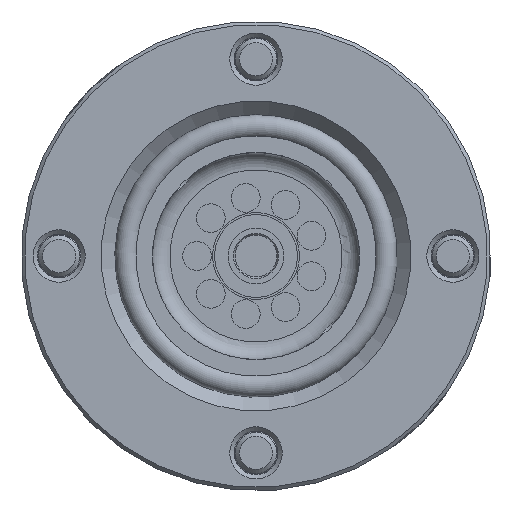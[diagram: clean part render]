
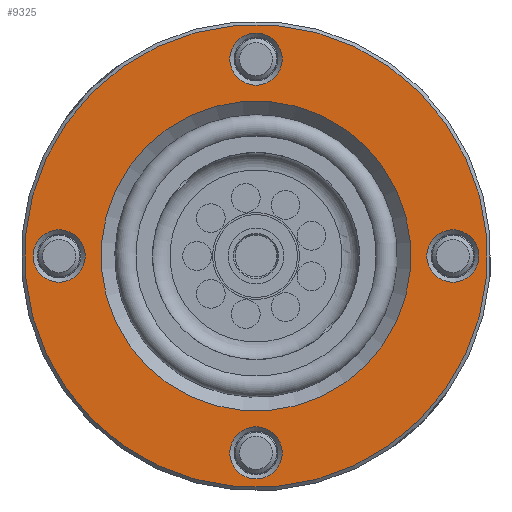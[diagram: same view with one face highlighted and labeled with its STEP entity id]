
A CAD part, left-side view. The second image highlights one B-rep face of the part: STEP entity #9325.
In plain terms, the highlighted planar face has unit normal (-1, 0, 0).
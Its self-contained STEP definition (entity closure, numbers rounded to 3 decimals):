
#204=FACE_BOUND('',#3416,.T.);
#205=FACE_BOUND('',#3417,.T.);
#206=FACE_BOUND('',#3418,.T.);
#207=FACE_BOUND('',#3419,.T.);
#208=FACE_BOUND('',#3420,.T.);
#2098=CIRCLE('',#10103,6.);
#2099=CIRCLE('',#10104,6.);
#2103=CIRCLE('',#10110,6.);
#2104=CIRCLE('',#10111,6.);
#2110=CIRCLE('',#10120,6.);
#2111=CIRCLE('',#10121,6.);
#2117=CIRCLE('',#10130,6.);
#2118=CIRCLE('',#10131,6.);
#2130=CIRCLE('',#10147,35.62);
#2131=CIRCLE('',#10148,35.62);
#2141=CIRCLE('',#10171,53.175);
#2338=PLANE('',#10170);
#2832=FACE_OUTER_BOUND('',#3415,.T.);
#3415=EDGE_LOOP('',(#8597));
#3416=EDGE_LOOP('',(#8598,#8599));
#3417=EDGE_LOOP('',(#8600,#8601));
#3418=EDGE_LOOP('',(#8602,#8603));
#3419=EDGE_LOOP('',(#8604,#8605));
#3420=EDGE_LOOP('',(#8606,#8607));
#4597=VERTEX_POINT('',#21048);
#4598=VERTEX_POINT('',#21050);
#4602=VERTEX_POINT('',#21062);
#4603=VERTEX_POINT('',#21064);
#4610=VERTEX_POINT('',#21089);
#4611=VERTEX_POINT('',#21091);
#4618=VERTEX_POINT('',#21116);
#4619=VERTEX_POINT('',#21118);
#4629=VERTEX_POINT('',#21145);
#4630=VERTEX_POINT('',#21147);
#4637=VERTEX_POINT('',#21195);
#5908=EDGE_CURVE('',#4598,#4597,#2098,.T.);
#5909=EDGE_CURVE('',#4597,#4598,#2099,.T.);
#5915=EDGE_CURVE('',#4603,#4602,#2103,.T.);
#5916=EDGE_CURVE('',#4602,#4603,#2104,.T.);
#5926=EDGE_CURVE('',#4611,#4610,#2110,.T.);
#5927=EDGE_CURVE('',#4610,#4611,#2111,.T.);
#5937=EDGE_CURVE('',#4619,#4618,#2117,.T.);
#5938=EDGE_CURVE('',#4618,#4619,#2118,.T.);
#5951=EDGE_CURVE('',#4630,#4629,#2130,.T.);
#5952=EDGE_CURVE('',#4629,#4630,#2131,.T.);
#5974=EDGE_CURVE('',#4637,#4637,#2141,.T.);
#8597=ORIENTED_EDGE('',*,*,#5974,.F.);
#8598=ORIENTED_EDGE('',*,*,#5908,.T.);
#8599=ORIENTED_EDGE('',*,*,#5909,.T.);
#8600=ORIENTED_EDGE('',*,*,#5915,.T.);
#8601=ORIENTED_EDGE('',*,*,#5916,.T.);
#8602=ORIENTED_EDGE('',*,*,#5926,.T.);
#8603=ORIENTED_EDGE('',*,*,#5927,.T.);
#8604=ORIENTED_EDGE('',*,*,#5937,.T.);
#8605=ORIENTED_EDGE('',*,*,#5938,.T.);
#8606=ORIENTED_EDGE('',*,*,#5951,.T.);
#8607=ORIENTED_EDGE('',*,*,#5952,.T.);
#9325=ADVANCED_FACE('',(#2832,#204,#205,#206,#207,#208),#2338,.T.);
#10103=AXIS2_PLACEMENT_3D('',#21051,#12145,#12146);
#10104=AXIS2_PLACEMENT_3D('',#21052,#12147,#12148);
#10110=AXIS2_PLACEMENT_3D('',#21065,#12161,#12162);
#10111=AXIS2_PLACEMENT_3D('',#21066,#12163,#12164);
#10120=AXIS2_PLACEMENT_3D('',#21092,#12184,#12185);
#10121=AXIS2_PLACEMENT_3D('',#21093,#12186,#12187);
#10130=AXIS2_PLACEMENT_3D('',#21119,#12207,#12208);
#10131=AXIS2_PLACEMENT_3D('',#21120,#12209,#12210);
#10147=AXIS2_PLACEMENT_3D('',#21148,#12242,#12243);
#10148=AXIS2_PLACEMENT_3D('',#21149,#12244,#12245);
#10170=AXIS2_PLACEMENT_3D('',#21194,#12299,#12300);
#10171=AXIS2_PLACEMENT_3D('',#21196,#12301,#12302);
#12145=DIRECTION('center_axis',(1.,0.,0.));
#12146=DIRECTION('ref_axis',(0.,0.707,0.707));
#12147=DIRECTION('center_axis',(1.,0.,0.));
#12148=DIRECTION('ref_axis',(0.,0.707,0.707));
#12161=DIRECTION('center_axis',(1.,0.,0.));
#12162=DIRECTION('ref_axis',(0.,0.707,-0.707));
#12163=DIRECTION('center_axis',(1.,0.,0.));
#12164=DIRECTION('ref_axis',(0.,0.707,-0.707));
#12184=DIRECTION('center_axis',(1.,0.,0.));
#12185=DIRECTION('ref_axis',(0.,-0.707,-0.707));
#12186=DIRECTION('center_axis',(1.,0.,0.));
#12187=DIRECTION('ref_axis',(0.,-0.707,-0.707));
#12207=DIRECTION('center_axis',(1.,0.,0.));
#12208=DIRECTION('ref_axis',(0.,-0.707,0.707));
#12209=DIRECTION('center_axis',(1.,0.,0.));
#12210=DIRECTION('ref_axis',(0.,-0.707,0.707));
#12242=DIRECTION('center_axis',(1.,0.,0.));
#12243=DIRECTION('ref_axis',(0.,0.707,0.707));
#12244=DIRECTION('center_axis',(1.,0.,0.));
#12245=DIRECTION('ref_axis',(0.,0.707,0.707));
#12299=DIRECTION('center_axis',(-1.,0.,0.));
#12300=DIRECTION('ref_axis',(0.,-0.707,0.707));
#12301=DIRECTION('center_axis',(1.,0.,0.));
#12302=DIRECTION('ref_axis',(0.,-0.707,-0.707));
#21048=CARTESIAN_POINT('',(-20.8,-4.243,41.007));
#21050=CARTESIAN_POINT('',(-20.8,4.243,49.493));
#21051=CARTESIAN_POINT('Origin',(-20.8,0.,45.25));
#21052=CARTESIAN_POINT('Origin',(-20.8,0.,45.25));
#21062=CARTESIAN_POINT('',(-20.8,41.007,4.243));
#21064=CARTESIAN_POINT('',(-20.8,49.493,-4.243));
#21065=CARTESIAN_POINT('Origin',(-20.8,45.25,0.));
#21066=CARTESIAN_POINT('Origin',(-20.8,45.25,0.));
#21089=CARTESIAN_POINT('',(-20.8,4.243,-41.007));
#21091=CARTESIAN_POINT('',(-20.8,-4.243,-49.493));
#21092=CARTESIAN_POINT('Origin',(-20.8,0.,-45.25));
#21093=CARTESIAN_POINT('Origin',(-20.8,0.,-45.25));
#21116=CARTESIAN_POINT('',(-20.8,-41.007,-4.243));
#21118=CARTESIAN_POINT('',(-20.8,-49.493,4.243));
#21119=CARTESIAN_POINT('Origin',(-20.8,-45.25,0.));
#21120=CARTESIAN_POINT('Origin',(-20.8,-45.25,0.));
#21145=CARTESIAN_POINT('',(-20.8,-25.187,-25.187));
#21147=CARTESIAN_POINT('',(-20.8,25.187,25.187));
#21148=CARTESIAN_POINT('Origin',(-20.8,0.,0.));
#21149=CARTESIAN_POINT('Origin',(-20.8,0.,0.));
#21194=CARTESIAN_POINT('Origin',(-20.8,27.498,27.498));
#21195=CARTESIAN_POINT('',(-20.8,37.6,37.6));
#21196=CARTESIAN_POINT('Origin',(-20.8,0.,0.));
